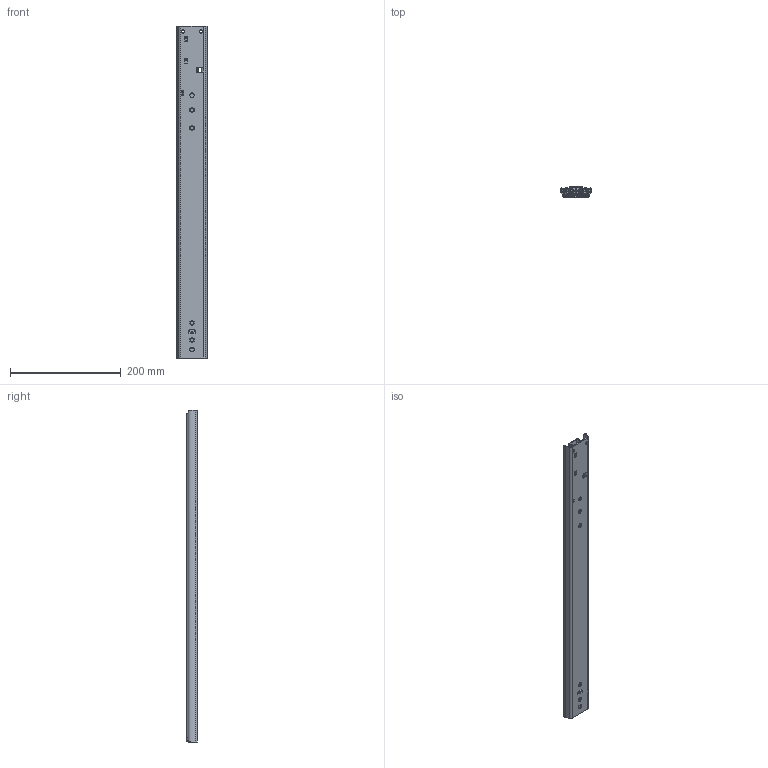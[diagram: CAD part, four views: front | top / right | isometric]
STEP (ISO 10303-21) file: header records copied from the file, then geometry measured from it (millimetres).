
FILE_DESCRIPTION(/* description */ ('Master Profielschetsen + Parameters'),/* implementation_level */ '2;1');
FILE_NAME(/* name */ '112-S87-01-in.stp',/* time_stamp */ '2015-05-20T10:41:27+02:00',/* author */ ('w.jans'),/* organization */ (''),/* preprocessor_version */ 'ST-DEVELOPER v15.6',/* originating_system */ 'Autodesk Inventor 2015',/* authorisation */ '');
FILE_SCHEMA (('AUTOMOTIVE_DESIGN { 1 0 10303 214 3 1 1 }'));
Products named in the file (14): E000017401; E000017402; E000017413; E000017403; E000017410; E000017409; E000017404; E000017412; E000017405; E000017407; E000017408; E000017406; E000017411; E000017400
Assembly tree (67 placements, depth 3):
  E000017400
    E000017401
    E000017413
      E000017402
    E000017409
      E000017403
      E000017410  x32
    E000017412
      E000017404
    E000017408
      E000017405
      E000017407  x24
    E000017411
      E000017406
Bounding box: 55.79 x 18.5 x 600 mm (x, y, z)
Volume: 206382.5 mm3; surface area: 271588.9 mm2
Topology: 61 solids, 61 shells, 1607 faces, 4915 edges, 3504 vertices
Faces by surface type: plane 767, cylinder 724, sphere 56, cone 48, bspline 12
Full cylindrical faces by diameter (mm): 4.2 x1, 5.56 x24, 6 x2, 6.35 x32, 8 x4, 11 x2
Entity records: 56360 total; most frequent: CARTESIAN_POINT 12345, DIRECTION 9370, ORIENTED_EDGE 8972, EDGE_CURVE 4486, AXIS2_PLACEMENT_3D 3274, VERTEX_POINT 3002, LINE 2822, VECTOR 2822
